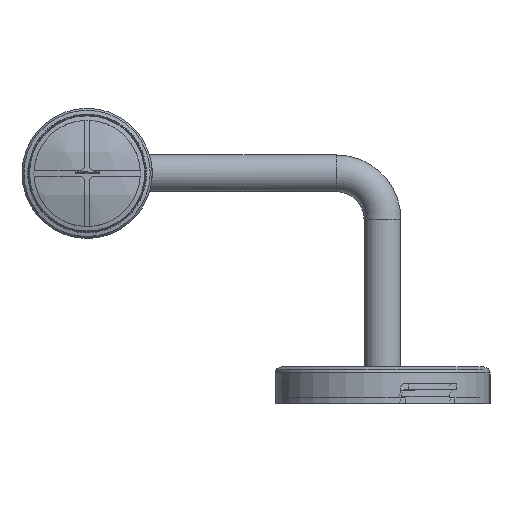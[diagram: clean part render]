
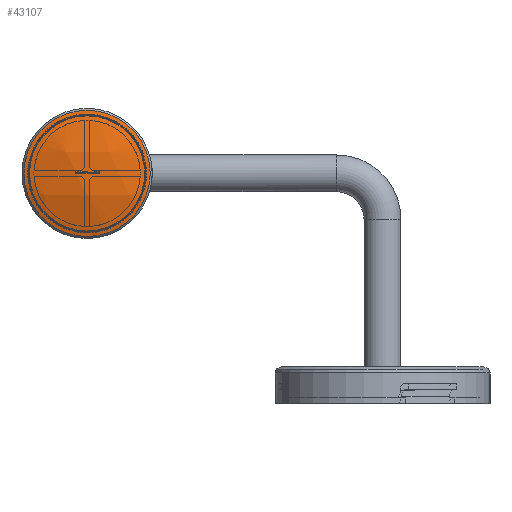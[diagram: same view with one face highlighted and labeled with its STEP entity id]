
A CAD part, left-side view. The second image highlights one B-rep face of the part: STEP entity #43107.
In plain terms, the highlighted spherical face has radius 58.18 mm.
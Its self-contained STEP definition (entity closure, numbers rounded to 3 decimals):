
#3688 = CARTESIAN_POINT ( 'NONE',  ( 0., 15.749, -20.553 ) ) ;
#9725 = CIRCLE ( 'NONE', #21913, 20.553 ) ;
#12307 = ORIENTED_EDGE ( 'NONE', *, *, #44246, .T. ) ;
#15568 = CARTESIAN_POINT ( 'NONE',  ( 0., -38.68, 0. ) ) ;
#21913 = AXIS2_PLACEMENT_3D ( 'NONE', #43009, #24580, #23939 ) ;
#23939 = DIRECTION ( 'NONE',  ( 0., 0., -1. ) ) ;
#24364 = FACE_OUTER_BOUND ( 'NONE', #41478, .T. ) ;
#24580 = DIRECTION ( 'NONE',  ( 0., 1., 0. ) ) ;
#26819 = DIRECTION ( 'NONE',  ( 1., 0., 0. ) ) ;
#27871 = AXIS2_PLACEMENT_3D ( 'NONE', #15568, #45261, #26819 ) ;
#28062 = VERTEX_POINT ( 'NONE', #3688 ) ;
#39955 = SPHERICAL_SURFACE ( 'NONE', #27871, 58.18 ) ;
#41478 = EDGE_LOOP ( 'NONE', ( #12307 ) ) ;
#43009 = CARTESIAN_POINT ( 'NONE',  ( 0., 15.749, 0. ) ) ;
#43107 = ADVANCED_FACE ( 'NONE', ( #24364 ), #39955, .T. ) ;
#44246 = EDGE_CURVE ( 'NONE', #28062, #28062, #9725, .T. ) ;
#45261 = DIRECTION ( 'NONE',  ( 0., 0., 1. ) ) ;
